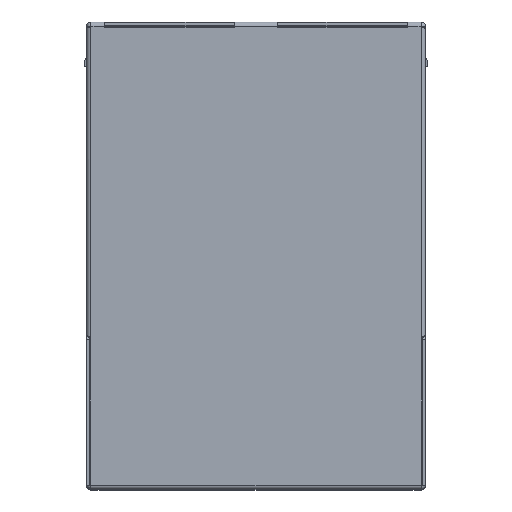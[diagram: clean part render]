
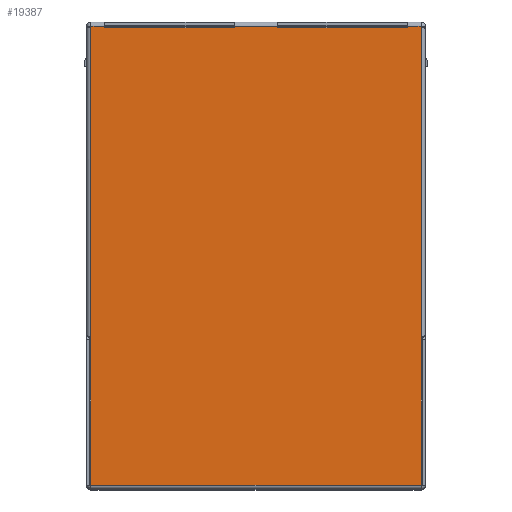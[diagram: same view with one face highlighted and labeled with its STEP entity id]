
A CAD part, top view. The second image highlights one B-rep face of the part: STEP entity #19387.
In plain terms, the highlighted planar face has unit normal (0, 0, 1).
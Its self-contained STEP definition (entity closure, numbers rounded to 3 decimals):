
#12683=DIRECTION('',(-1.,0.,0.));
#12684=VECTOR('',#12683,15.25);
#12685=CARTESIAN_POINT('',(7.625,-10.695,13.84));
#12686=LINE('',#12685,#12684);
#12687=DIRECTION('',(0.,-1.,0.));
#12688=VECTOR('',#12687,21.19);
#12689=CARTESIAN_POINT('',(-7.625,10.495,13.84));
#12690=LINE('',#12689,#12688);
#12691=DIRECTION('',(1.,0.,0.));
#12692=VECTOR('',#12691,0.625);
#12693=CARTESIAN_POINT('',(-7.625,10.495,13.84));
#12694=LINE('',#12693,#12692);
#12695=DIRECTION('',(0.,-1.,0.));
#12696=VECTOR('',#12695,0.06);
#12697=CARTESIAN_POINT('',(-7.,10.495,13.84));
#12698=LINE('',#12697,#12696);
#12699=DIRECTION('',(-1.,0.,0.));
#12700=VECTOR('',#12699,6.);
#12701=CARTESIAN_POINT('',(-1.,10.435,13.84));
#12702=LINE('',#12701,#12700);
#12703=DIRECTION('',(0.,-1.,0.));
#12704=VECTOR('',#12703,0.06);
#12705=CARTESIAN_POINT('',(-1.,10.495,13.84));
#12706=LINE('',#12705,#12704);
#12707=DIRECTION('',(1.,0.,0.));
#12708=VECTOR('',#12707,2.);
#12709=CARTESIAN_POINT('',(-1.,10.495,13.84));
#12710=LINE('',#12709,#12708);
#12711=DIRECTION('',(0.,-1.,0.));
#12712=VECTOR('',#12711,0.06);
#12713=CARTESIAN_POINT('',(1.,10.495,13.84));
#12714=LINE('',#12713,#12712);
#12715=DIRECTION('',(1.,0.,0.));
#12716=VECTOR('',#12715,6.);
#12717=CARTESIAN_POINT('',(1.,10.435,13.84));
#12718=LINE('',#12717,#12716);
#12719=DIRECTION('',(0.,-1.,0.));
#12720=VECTOR('',#12719,0.06);
#12721=CARTESIAN_POINT('',(7.,10.495,13.84));
#12722=LINE('',#12721,#12720);
#12723=DIRECTION('',(1.,0.,0.));
#12724=VECTOR('',#12723,0.625);
#12725=CARTESIAN_POINT('',(7.,10.495,13.84));
#12726=LINE('',#12725,#12724);
#12917=DIRECTION('',(0.,-1.,0.));
#12918=VECTOR('',#12917,21.19);
#12919=CARTESIAN_POINT('',(7.625,10.495,13.84));
#12920=LINE('',#12919,#12918);
#14591=CARTESIAN_POINT('',(-7.625,10.495,13.84));
#14593=VERTEX_POINT('',#14591);
#14595=CARTESIAN_POINT('',(7.625,10.495,13.84));
#14597=VERTEX_POINT('',#14595);
#14614=CARTESIAN_POINT('',(1.,10.495,13.84));
#14615=CARTESIAN_POINT('',(1.,10.435,13.84));
#14616=VERTEX_POINT('',#14614);
#14617=VERTEX_POINT('',#14615);
#14618=CARTESIAN_POINT('',(7.,10.495,13.84));
#14619=CARTESIAN_POINT('',(7.,10.435,13.84));
#14620=VERTEX_POINT('',#14618);
#14621=VERTEX_POINT('',#14619);
#14626=CARTESIAN_POINT('',(-1.,10.435,13.84));
#14628=VERTEX_POINT('',#14626);
#14634=CARTESIAN_POINT('',(-7.,10.435,13.84));
#14636=VERTEX_POINT('',#14634);
#14650=CARTESIAN_POINT('',(-1.,10.495,13.84));
#14651=VERTEX_POINT('',#14650);
#14652=CARTESIAN_POINT('',(-7.,10.495,13.84));
#14653=VERTEX_POINT('',#14652);
#14790=CARTESIAN_POINT('',(7.625,-10.695,13.84));
#14791=CARTESIAN_POINT('',(-7.625,-10.695,13.84));
#14792=VERTEX_POINT('',#14790);
#14793=VERTEX_POINT('',#14791);
#19361=CARTESIAN_POINT('',(-7.625,10.695,13.84));
#19362=DIRECTION('',(0.,0.,1.));
#19363=DIRECTION('',(1.,0.,0.));
#19364=AXIS2_PLACEMENT_3D('',#19361,#19362,#19363);
#19365=PLANE('',#19364);
#19367=ORIENTED_EDGE('',*,*,#19366,.T.);
#19368=ORIENTED_EDGE('',*,*,#19112,.F.);
#19369=ORIENTED_EDGE('',*,*,#19320,.T.);
#19371=ORIENTED_EDGE('',*,*,#19370,.T.);
#19373=ORIENTED_EDGE('',*,*,#19372,.F.);
#19375=ORIENTED_EDGE('',*,*,#19374,.F.);
#19376=ORIENTED_EDGE('',*,*,#19301,.T.);
#19378=ORIENTED_EDGE('',*,*,#19377,.T.);
#19380=ORIENTED_EDGE('',*,*,#19379,.T.);
#19381=ORIENTED_EDGE('',*,*,#19341,.F.);
#19382=ORIENTED_EDGE('',*,*,#19279,.T.);
#19384=ORIENTED_EDGE('',*,*,#19383,.T.);
#19385=EDGE_LOOP('',(#19367,#19368,#19369,#19371,#19373,#19375,#19376,#19378,
#19380,#19381,#19382,#19384));
#19386=FACE_OUTER_BOUND('',#19385,.F.);
#19112=EDGE_CURVE('',#14593,#14793,#12690,.T.);
#19279=EDGE_CURVE('',#14620,#14597,#12726,.T.);
#19301=EDGE_CURVE('',#14651,#14616,#12710,.T.);
#19320=EDGE_CURVE('',#14593,#14653,#12694,.T.);
#19341=EDGE_CURVE('',#14620,#14621,#12722,.T.);
#19366=EDGE_CURVE('',#14792,#14793,#12686,.T.);
#19370=EDGE_CURVE('',#14653,#14636,#12698,.T.);
#19372=EDGE_CURVE('',#14628,#14636,#12702,.T.);
#19374=EDGE_CURVE('',#14651,#14628,#12706,.T.);
#19377=EDGE_CURVE('',#14616,#14617,#12714,.T.);
#19379=EDGE_CURVE('',#14617,#14621,#12718,.T.);
#19383=EDGE_CURVE('',#14597,#14792,#12920,.T.);
#19387=ADVANCED_FACE('',(#19386),#19365,.T.);
